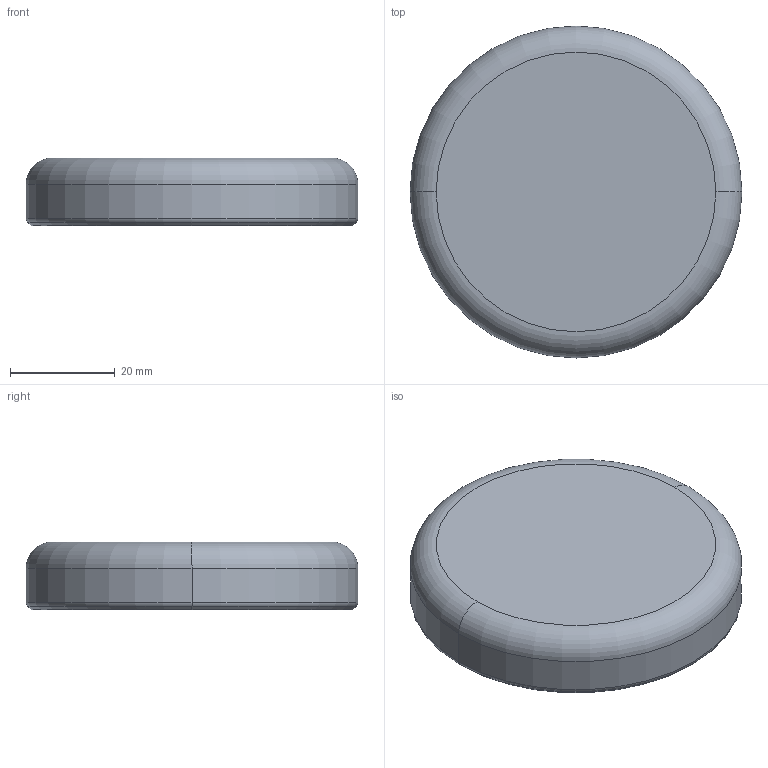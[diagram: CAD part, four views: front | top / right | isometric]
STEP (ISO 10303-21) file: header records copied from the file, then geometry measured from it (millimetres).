
FILE_DESCRIPTION (( 'STEP AP203' ), '1' );
FILE_NAME ('ButtonCap_Plain.STEP', '2020-09-05T20:58:30', ( '' ), ( '' ), 'SwSTEP 2.0', 'SolidWorks 2020', '' );
FILE_SCHEMA (( 'CONFIG_CONTROL_DESIGN' ));
Length unit declared in the file: millimetre
Products named in the file (1): ButtonCap_Plain
Bounding box: 63.5 x 63.5 x 13 mm (x, y, z)
Volume: 12265 mm3; surface area: 12267.2 mm2
Topology: 1 solids, 1 shells, 202 faces, 520 edges, 324 vertices
Faces by surface type: cylinder 69, plane 57, cone 38, torus 20, bspline 18
Entity records: 7295 total; most frequent: CARTESIAN_POINT 2349, ORIENTED_EDGE 1040, DIRECTION 1030, EDGE_CURVE 520, AXIS2_PLACEMENT_3D 397, VERTEX_POINT 324, LINE 236, VECTOR 236
